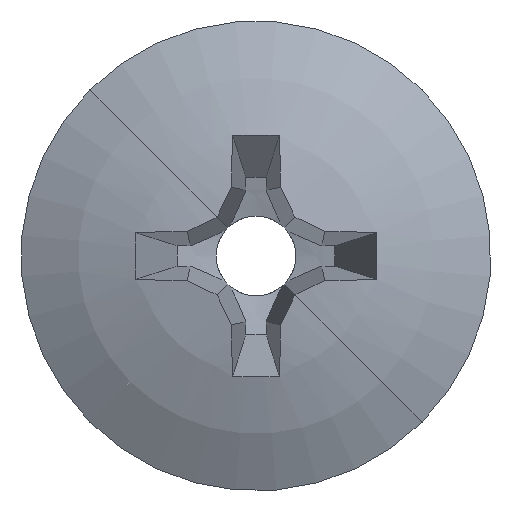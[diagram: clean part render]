
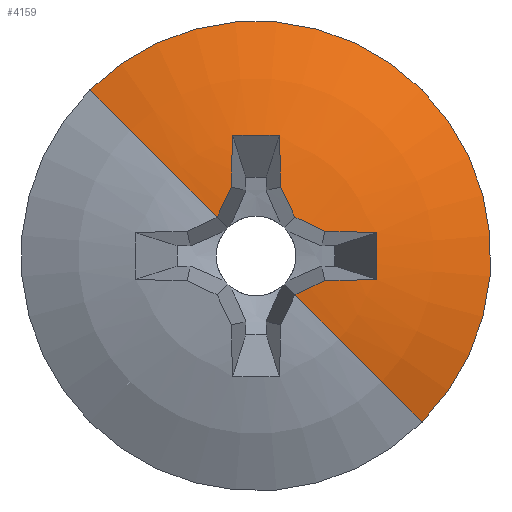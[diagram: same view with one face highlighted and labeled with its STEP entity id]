
A CAD part, left-side view. The second image highlights one B-rep face of the part: STEP entity #4159.
In plain terms, the highlighted spherical face has radius 5.452 mm.
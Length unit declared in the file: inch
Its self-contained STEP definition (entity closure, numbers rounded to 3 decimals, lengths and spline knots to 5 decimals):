
#1641=CARTESIAN_POINT('',(0.14464,0.,0.));
#1642=DIRECTION('',(0.,0.,-1.));
#1643=DIRECTION('',(-0.87,-0.494,0.));
#1644=AXIS2_PLACEMENT_3D('',#1641,#1642,#1643);
#1651=CARTESIAN_POINT('',(0.14464,0.,0.));
#1652=DIRECTION('',(0.,0.,1.));
#1653=DIRECTION('',(-0.87,0.494,0.));
#1654=AXIS2_PLACEMENT_3D('',#1651,#1652,#1653);
#1788=CARTESIAN_POINT('',(-0.06746,-0.02979,
0.01399));
#1789=CARTESIAN_POINT('',(-0.06753,-0.02958,
0.01339));
#1790=CARTESIAN_POINT('',(-0.06766,-0.02916,
0.01219));
#1791=CARTESIAN_POINT('',(-0.06784,-0.02854,
0.01041));
#1792=CARTESIAN_POINT('',(-0.068,-0.02792,
0.00865));
#1793=CARTESIAN_POINT('',(-0.06815,-0.0273,
0.00691));
#1794=CARTESIAN_POINT('',(-0.06827,-0.02669,
0.00518));
#1795=CARTESIAN_POINT('',(-0.06838,-0.02608,
0.00345));
#1796=CARTESIAN_POINT('',(-0.06848,-0.02546,
0.00173));
#1797=CARTESIAN_POINT('',(-0.06853,-0.02505,
0.00058));
#1798=CARTESIAN_POINT('',(-0.06856,-0.02484,0.));
#1800=CARTESIAN_POINT('',(0.14257,0.01131,
0.01131));
#1801=DIRECTION('',(-0.128,0.701,0.701));
#1802=DIRECTION('',(-0.981,-0.192,0.012));
#1803=AXIS2_PLACEMENT_3D('',#1800,#1801,#1802);
#1805=CARTESIAN_POINT('',(0.13324,0.01932,
-0.01932));
#1806=DIRECTION('',(-0.385,0.653,-0.653));
#1807=DIRECTION('',(-0.922,-0.307,0.237));
#1808=AXIS2_PLACEMENT_3D('',#1805,#1806,#1807);
#1810=CARTESIAN_POINT('',(0.14257,-0.01131,
-0.01131));
#1811=DIRECTION('',(0.128,0.701,0.701));
#1812=DIRECTION('',(-0.981,-0.012,0.192));
#1813=AXIS2_PLACEMENT_3D('',#1810,#1811,#1812);
#1815=CARTESIAN_POINT('',(-0.06856,0.,0.02484));
#1816=CARTESIAN_POINT('',(-0.06849,-0.00152,
0.02539));
#1817=CARTESIAN_POINT('',(-0.06833,-0.00454,
0.02647));
#1818=CARTESIAN_POINT('',(-0.06799,-0.00897,
0.02803));
#1819=CARTESIAN_POINT('',(-0.06766,-0.01227,
0.02919));
#1820=CARTESIAN_POINT('',(-0.06746,-0.01399,
0.02979));
#1822=CARTESIAN_POINT('',(-0.06746,0.01399,
0.02979));
#1823=CARTESIAN_POINT('',(-0.06766,0.01226,
0.02918));
#1824=CARTESIAN_POINT('',(-0.06799,0.00894,
0.02802));
#1825=CARTESIAN_POINT('',(-0.06833,0.0045,
0.02645));
#1826=CARTESIAN_POINT('',(-0.06849,0.0015,
0.02538));
#1827=CARTESIAN_POINT('',(-0.06856,0.,0.02484));
#1829=CARTESIAN_POINT('',(0.14257,0.01131,
-0.01131));
#1830=DIRECTION('',(0.128,-0.701,0.701));
#1831=DIRECTION('',(-0.959,0.092,0.268));
#1832=AXIS2_PLACEMENT_3D('',#1829,#1830,#1831);
#1834=CARTESIAN_POINT('',(0.13324,-0.01932,
-0.01932));
#1835=DIRECTION('',(0.385,0.653,0.653));
#1836=DIRECTION('',(-0.922,0.307,0.237));
#1837=AXIS2_PLACEMENT_3D('',#1834,#1835,#1836);
#1839=CARTESIAN_POINT('',(0.14257,-0.01131,
0.01131));
#1840=DIRECTION('',(0.128,0.701,-0.701));
#1841=DIRECTION('',(-0.981,0.192,0.012));
#1842=AXIS2_PLACEMENT_3D('',#1839,#1840,#1841);
#1844=CARTESIAN_POINT('',(-0.06856,0.02484,0.));
#1845=CARTESIAN_POINT('',(-0.06853,0.02511,
0.00073));
#1846=CARTESIAN_POINT('',(-0.06846,0.02562,
0.00216));
#1847=CARTESIAN_POINT('',(-0.06834,0.02635,
0.00422));
#1848=CARTESIAN_POINT('',(-0.0682,0.02706,
0.00622));
#1849=CARTESIAN_POINT('',(-0.06804,0.02775,
0.00818));
#1850=CARTESIAN_POINT('',(-0.06787,0.02843,
0.01012));
#1851=CARTESIAN_POINT('',(-0.06768,0.02911,
0.01204));
#1852=CARTESIAN_POINT('',(-0.06754,0.02956,
0.01334));
#1853=CARTESIAN_POINT('',(-0.06746,0.02979,
0.01399));
#1855=CARTESIAN_POINT('',(-0.042,0.,0.));
#1856=DIRECTION('',(1.,0.,0.));
#1857=DIRECTION('',(0.,1.,0.));
#1858=AXIS2_PLACEMENT_3D('',#1855,#1856,#1857);
#2103=CARTESIAN_POINT('',(-0.042,0.106,0.));
#2105=VERTEX_POINT('',#2103);
#2107=CARTESIAN_POINT('',(-0.042,-0.106,0.));
#2109=VERTEX_POINT('',#2107);
#2147=VERTEX_POINT('',#1788);
#2148=VERTEX_POINT('',#1798);
#2149=CARTESIAN_POINT('',(-0.06271,-0.04597,
0.03104));
#2150=VERTEX_POINT('',#2149);
#2151=CARTESIAN_POINT('',(-0.06271,-0.03104,
0.04597));
#2152=VERTEX_POINT('',#2151);
#2153=CARTESIAN_POINT('',(-0.06746,-0.01399,
0.02979));
#2154=VERTEX_POINT('',#2153);
#2155=VERTEX_POINT('',#1815);
#2156=VERTEX_POINT('',#1822);
#2157=CARTESIAN_POINT('',(-0.06271,0.03104,
0.04597));
#2158=VERTEX_POINT('',#2157);
#2159=CARTESIAN_POINT('',(-0.06271,0.04597,
0.03104));
#2160=VERTEX_POINT('',#2159);
#2161=CARTESIAN_POINT('',(-0.06746,0.02979,
0.01399));
#2162=VERTEX_POINT('',#2161);
#2163=VERTEX_POINT('',#1844);
#4130=CARTESIAN_POINT('',(0.14464,0.,0.));
#4131=DIRECTION('',(1.,0.,0.));
#4132=DIRECTION('',(0.,-1.,0.));
#4133=AXIS2_PLACEMENT_3D('',#4130,#4131,#4132);
#4134=SPHERICAL_SURFACE('',#4133,0.21464);
#4136=ORIENTED_EDGE('',*,*,#4135,.F.);
#4138=ORIENTED_EDGE('',*,*,#4137,.T.);
#4140=ORIENTED_EDGE('',*,*,#4139,.T.);
#4142=ORIENTED_EDGE('',*,*,#4141,.F.);
#4144=ORIENTED_EDGE('',*,*,#4143,.F.);
#4146=ORIENTED_EDGE('',*,*,#4145,.F.);
#4148=ORIENTED_EDGE('',*,*,#4147,.F.);
#4150=ORIENTED_EDGE('',*,*,#4149,.F.);
#4152=ORIENTED_EDGE('',*,*,#4151,.F.);
#4153=ORIENTED_EDGE('',*,*,#4071,.F.);
#4154=ORIENTED_EDGE('',*,*,#3902,.F.);
#4155=ORIENTED_EDGE('',*,*,#3862,.T.);
#4156=ORIENTED_EDGE('',*,*,#3899,.T.);
#4157=EDGE_LOOP('',(#4136,#4138,#4140,#4142,#4144,#4146,#4148,#4150,#4152,#4153,
#4154,#4155,#4156));
#4158=FACE_OUTER_BOUND('',#4157,.F.);
#1645=CIRCLE('',#1644,0.21464);
#1655=CIRCLE('',#1654,0.21464);
#1799=B_SPLINE_CURVE_WITH_KNOTS('',3,(#1788,#1789,#1790,#1791,#1792,#1793,#1794,
#1795,#1796,#1797,#1798),.UNSPECIFIED.,.F.,.F.,(4,1,1,1,1,1,1,1,4),(0.,
0.125,0.25,0.375,0.5,0.625,0.75,0.875,1.),.UNSPECIFIED.);
#1804=CIRCLE('',#1803,0.21404);
#1809=CIRCLE('',#1808,0.21259);
#1814=CIRCLE('',#1813,0.21404);
#1821=B_SPLINE_CURVE_WITH_KNOTS('',3,(#1815,#1816,#1817,#1818,#1819,#1820),
.UNSPECIFIED.,.F.,.F.,(4,1,1,4),(0.,0.33333,0.66667,1.),
.UNSPECIFIED.);
#1828=B_SPLINE_CURVE_WITH_KNOTS('',3,(#1822,#1823,#1824,#1825,#1826,#1827),
.UNSPECIFIED.,.F.,.F.,(4,1,1,4),(0.,0.33333,0.66667,1.),
.UNSPECIFIED.);
#1833=CIRCLE('',#1832,0.21404);
#1838=CIRCLE('',#1837,0.21259);
#1843=CIRCLE('',#1842,0.21404);
#1854=B_SPLINE_CURVE_WITH_KNOTS('',3,(#1844,#1845,#1846,#1847,#1848,#1849,#1850,
#1851,#1852,#1853),.UNSPECIFIED.,.F.,.F.,(4,1,1,1,1,1,1,4),(0.,
0.14286,0.28571,0.42857,0.57143,
0.71429,0.85714,1.),.UNSPECIFIED.);
#1859=CIRCLE('',#1858,0.106);
#3862=EDGE_CURVE('',#2105,#2109,#1859,.T.);
#3899=EDGE_CURVE('',#2109,#2148,#1645,.T.);
#3902=EDGE_CURVE('',#2105,#2163,#1655,.T.);
#4071=EDGE_CURVE('',#2163,#2162,#1854,.T.);
#4135=EDGE_CURVE('',#2147,#2148,#1799,.T.);
#4137=EDGE_CURVE('',#2147,#2150,#1804,.T.);
#4139=EDGE_CURVE('',#2150,#2152,#1809,.T.);
#4141=EDGE_CURVE('',#2154,#2152,#1814,.T.);
#4143=EDGE_CURVE('',#2155,#2154,#1821,.T.);
#4145=EDGE_CURVE('',#2156,#2155,#1828,.T.);
#4147=EDGE_CURVE('',#2158,#2156,#1833,.T.);
#4149=EDGE_CURVE('',#2160,#2158,#1838,.T.);
#4151=EDGE_CURVE('',#2162,#2160,#1843,.T.);
#4159=ADVANCED_FACE('',(#4158),#4134,.T.);
